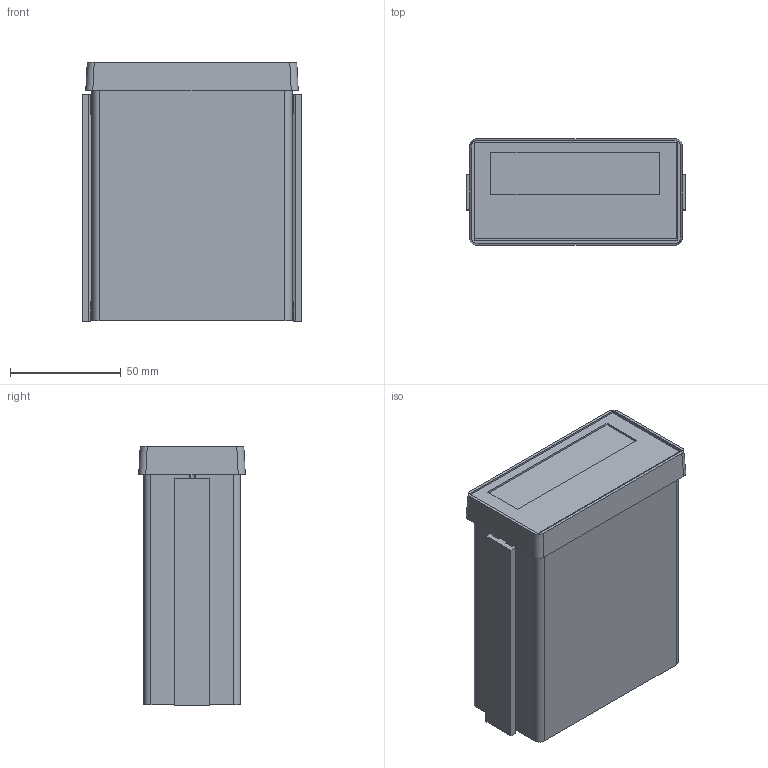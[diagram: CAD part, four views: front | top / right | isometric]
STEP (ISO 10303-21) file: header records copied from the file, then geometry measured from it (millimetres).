
FILE_DESCRIPTION(/* description */ ('Alibre Inc.'),/* implementation_level */ '2;1');
FILE_NAME(/* name */ 'export0',/* time_stamp */ '2010-07-16T13:35:39-06:00',/* author */ (''),/* organization */ (''),/* preprocessor_version */ 'ST-DEVELOPER v10',/* originating_system */ 'Alibre',/* authorisation */ '');
FILE_SCHEMA (('AUTOMOTIVE_DESIGN'));
Length unit declared in the file: centimetre
Bounding box: 99.38 x 48.13 x 117.03 mm (x, y, z)
Volume: 470393.8 mm3; surface area: 75146.8 mm2
Topology: 6 solids, 6 shells, 94 faces, 240 edges, 160 vertices
Faces by surface type: plane 78, cylinder 16
Entity records: 2344 total; most frequent: CARTESIAN_POINT 436, ORIENTED_EDGE 372, DIRECTION 317, EDGE_CURVE 186, VECTOR 152, LINE 152, VERTEX_POINT 124, AXIS2_PLACEMENT_3D 112
